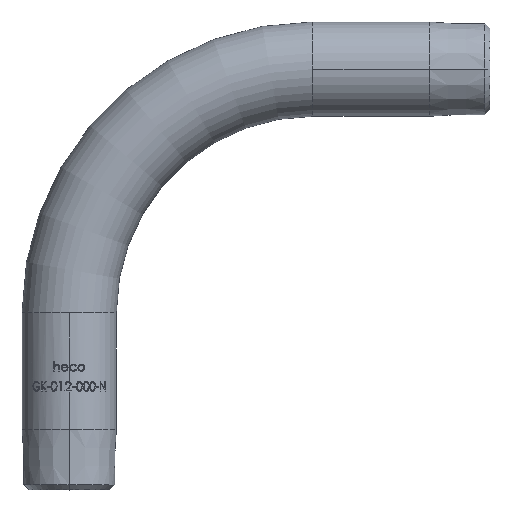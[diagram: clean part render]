
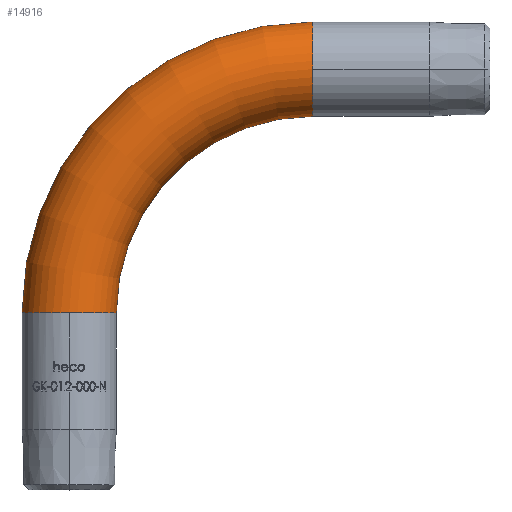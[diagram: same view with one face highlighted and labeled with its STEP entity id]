
A CAD part, top view. The second image highlights one B-rep face of the part: STEP entity #14916.
In plain terms, the highlighted toroidal (fillet/blend) face has major radius 55 mm and minor radius 10.65 mm.
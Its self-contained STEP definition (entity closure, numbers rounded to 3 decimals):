
#456 = VERTEX_POINT ( 'NONE', #15172 ) ;
#582 = EDGE_CURVE ( 'NONE', #6892, #18186, #7266, .T. ) ;
#772 = CARTESIAN_POINT ( 'NONE',  ( 0., -55., 10.65 ) ) ;
#1054 = ORIENTED_EDGE ( 'NONE', *, *, #582, .F. ) ;
#1170 = CARTESIAN_POINT ( 'NONE',  ( 0., -55., 0. ) ) ;
#1524 = DIRECTION ( 'NONE',  ( 0., 0., 1. ) ) ;
#1939 = CIRCLE ( 'NONE', #8381, 65.65 ) ;
#2378 = AXIS2_PLACEMENT_3D ( 'NONE', #13959, #12532, #1524 ) ;
#2423 = AXIS2_PLACEMENT_3D ( 'NONE', #16732, #15283, #19964 ) ;
#3063 = EDGE_CURVE ( 'NONE', #14087, #10967, #10671, .T. ) ;
#3141 = VERTEX_POINT ( 'NONE', #772 ) ;
#4329 = ORIENTED_EDGE ( 'NONE', *, *, #3063, .T. ) ;
#4771 = CARTESIAN_POINT ( 'NONE',  ( 55., 0., 0. ) ) ;
#4901 = ORIENTED_EDGE ( 'NONE', *, *, #10866, .F. ) ;
#5665 = ORIENTED_EDGE ( 'NONE', *, *, #10999, .F. ) ;
#5751 = CARTESIAN_POINT ( 'NONE',  ( 55., -55., 0. ) ) ;
#5874 = CIRCLE ( 'NONE', #9541, 10.65 ) ;
#6442 = EDGE_CURVE ( 'NONE', #10967, #456, #1939, .T. ) ;
#6643 = EDGE_LOOP ( 'NONE', ( #4329, #12347, #5665, #4901, #1054, #14856 ) ) ;
#6892 = VERTEX_POINT ( 'NONE', #9112 ) ;
#6975 = AXIS2_PLACEMENT_3D ( 'NONE', #19640, #15022, #11766 ) ;
#7266 = CIRCLE ( 'NONE', #2423, 44.35 ) ;
#7280 = CARTESIAN_POINT ( 'NONE',  ( 55., 10.65, 0. ) ) ;
#7624 = TOROIDAL_SURFACE ( 'NONE', #6975, 55., 10.65 ) ;
#7669 = DIRECTION ( 'NONE',  ( 1., 0., 0. ) ) ;
#8381 = AXIS2_PLACEMENT_3D ( 'NONE', #5751, #9326, #7669 ) ;
#8609 = FACE_OUTER_BOUND ( 'NONE', #6643, .T. ) ;
#9112 = CARTESIAN_POINT ( 'NONE',  ( 55., -10.65, 0. ) ) ;
#9326 = DIRECTION ( 'NONE',  ( 0., 0., 1. ) ) ;
#9541 = AXIS2_PLACEMENT_3D ( 'NONE', #17282, #18958, #18767 ) ;
#9740 = CIRCLE ( 'NONE', #12011, 10.65 ) ;
#10550 = DIRECTION ( 'NONE',  ( 0., -1., 0. ) ) ;
#10671 = CIRCLE ( 'NONE', #2378, 10.65 ) ;
#10866 = EDGE_CURVE ( 'NONE', #18186, #3141, #9740, .T. ) ;
#10967 = VERTEX_POINT ( 'NONE', #7280 ) ;
#10999 = EDGE_CURVE ( 'NONE', #3141, #456, #5874, .T. ) ;
#11190 = CARTESIAN_POINT ( 'NONE',  ( 10.65, -55., 0. ) ) ;
#11766 = DIRECTION ( 'NONE',  ( 1., 0., 0. ) ) ;
#11815 = CARTESIAN_POINT ( 'NONE',  ( 55., 0., 10.65 ) ) ;
#12011 = AXIS2_PLACEMENT_3D ( 'NONE', #1170, #10550, #13602 ) ;
#12344 = DIRECTION ( 'NONE',  ( 0., 0., 1. ) ) ;
#12347 = ORIENTED_EDGE ( 'NONE', *, *, #6442, .T. ) ;
#12435 = CIRCLE ( 'NONE', #15461, 10.65 ) ;
#12532 = DIRECTION ( 'NONE',  ( -1., 0., 0. ) ) ;
#12692 = EDGE_CURVE ( 'NONE', #6892, #14087, #12435, .T. ) ;
#13602 = DIRECTION ( 'NONE',  ( 0., 0., 1. ) ) ;
#13959 = CARTESIAN_POINT ( 'NONE',  ( 55., 0., 0. ) ) ;
#14087 = VERTEX_POINT ( 'NONE', #11815 ) ;
#14856 = ORIENTED_EDGE ( 'NONE', *, *, #12692, .T. ) ;
#14916 = ADVANCED_FACE ( 'NONE', ( #8609 ), #7624, .T. ) ;
#15022 = DIRECTION ( 'NONE',  ( 0., 0., 1. ) ) ;
#15172 = CARTESIAN_POINT ( 'NONE',  ( -10.65, -55., 0. ) ) ;
#15283 = DIRECTION ( 'NONE',  ( 0., 0., 1. ) ) ;
#15461 = AXIS2_PLACEMENT_3D ( 'NONE', #4771, #20149, #12344 ) ;
#16732 = CARTESIAN_POINT ( 'NONE',  ( 55., -55., 0. ) ) ;
#17282 = CARTESIAN_POINT ( 'NONE',  ( 0., -55., 0. ) ) ;
#18186 = VERTEX_POINT ( 'NONE', #11190 ) ;
#18767 = DIRECTION ( 'NONE',  ( 0., 0., 1. ) ) ;
#18958 = DIRECTION ( 'NONE',  ( 0., -1., 0. ) ) ;
#19640 = CARTESIAN_POINT ( 'NONE',  ( 55., -55., 0. ) ) ;
#19964 = DIRECTION ( 'NONE',  ( 1., 0., 0. ) ) ;
#20149 = DIRECTION ( 'NONE',  ( -1., 0., 0. ) ) ;
